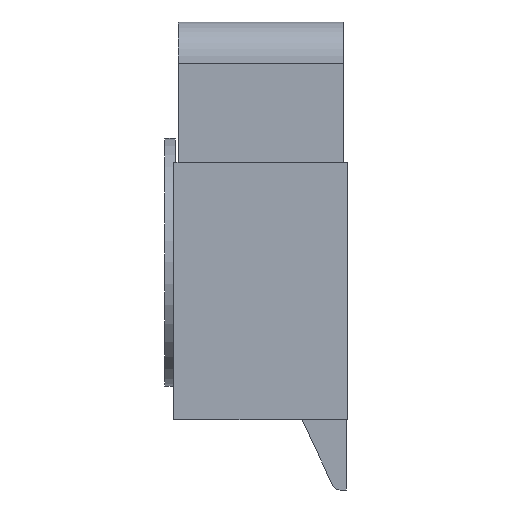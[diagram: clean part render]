
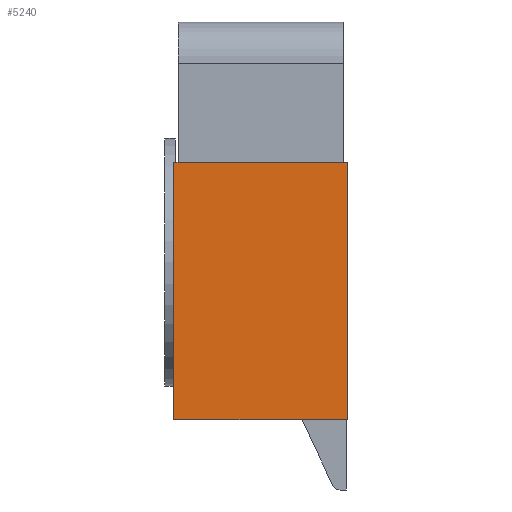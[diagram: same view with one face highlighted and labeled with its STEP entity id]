
A CAD part, left-side view. The second image highlights one B-rep face of the part: STEP entity #5240.
In plain terms, the highlighted planar face has unit normal (-1, 0, 0).
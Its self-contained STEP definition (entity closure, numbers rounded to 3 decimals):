
#374=ORIENTED_EDGE('',*,*,#1868,.T.);
#375=ORIENTED_EDGE('',*,*,#1862,.F.);
#376=ORIENTED_EDGE('',*,*,#1858,.F.);
#377=ORIENTED_EDGE('',*,*,#1869,.F.);
#378=ORIENTED_EDGE('',*,*,#1870,.F.);
#379=ORIENTED_EDGE('',*,*,#1865,.T.);
#1858=EDGE_CURVE('',#2592,#2583,#3143,.T.);
#1862=EDGE_CURVE('',#2583,#2594,#3147,.T.);
#1865=EDGE_CURVE('',#2597,#2596,#3150,.T.);
#1868=EDGE_CURVE('',#2596,#2594,#3153,.T.);
#1869=EDGE_CURVE('',#2599,#2592,#3154,.T.);
#1870=EDGE_CURVE('',#2597,#2599,#3155,.T.);
#2583=VERTEX_POINT('',#7560);
#2592=VERTEX_POINT('',#7593);
#2594=VERTEX_POINT('',#7602);
#2596=VERTEX_POINT('',#7607);
#2597=VERTEX_POINT('',#7609);
#2599=VERTEX_POINT('',#7616);
#3143=LINE('',#7594,#3876);
#3147=LINE('',#7601,#3880);
#3150=LINE('',#7608,#3883);
#3153=LINE('',#7614,#3886);
#3154=LINE('',#7615,#3887);
#3155=LINE('',#7617,#3888);
#3876=VECTOR('',#6117,1000.);
#3880=VECTOR('',#6125,1000.);
#3883=VECTOR('',#6130,1000.);
#3886=VECTOR('',#6135,1000.);
#3887=VECTOR('',#6136,1000.);
#3888=VECTOR('',#6137,1000.);
#4455=EDGE_LOOP('',(#374,#375,#376,#377,#378,#379));
#4724=FACE_BOUND('',#4455,.T.);
#4991=PLANE('',#5550);
#5240=ADVANCED_FACE('',(#4724),#4991,.F.);
#5550=AXIS2_PLACEMENT_3D('',#7613,#6133,#6134);
#6117=DIRECTION('',(0.,-1.,0.));
#6125=DIRECTION('',(0.,-1.,0.));
#6130=DIRECTION('',(0.,-1.,0.));
#6133=DIRECTION('',(1.,0.,0.));
#6134=DIRECTION('',(0.,0.,-1.));
#6135=DIRECTION('',(0.,0.,1.));
#6136=DIRECTION('',(0.,-1.,0.));
#6137=DIRECTION('',(0.,0.,1.));
#7560=CARTESIAN_POINT('',(-3.575,0.,-1.7));
#7593=CARTESIAN_POINT('',(-3.575,2.,-1.7));
#7594=CARTESIAN_POINT('',(-3.575,2.05,-1.7));
#7601=CARTESIAN_POINT('',(-3.575,2.05,-1.7));
#7602=CARTESIAN_POINT('',(-3.575,-0.05,-1.7));
#7607=CARTESIAN_POINT('',(-3.575,-0.05,-4.82));
#7608=CARTESIAN_POINT('',(-3.575,2.05,-4.82));
#7609=CARTESIAN_POINT('',(-3.575,2.05,-4.82));
#7613=CARTESIAN_POINT('',(-3.575,2.05,-4.82));
#7614=CARTESIAN_POINT('',(-3.575,-0.05,-4.82));
#7615=CARTESIAN_POINT('',(-3.575,2.05,-1.7));
#7616=CARTESIAN_POINT('',(-3.575,2.05,-1.7));
#7617=CARTESIAN_POINT('',(-3.575,2.05,-4.82));
